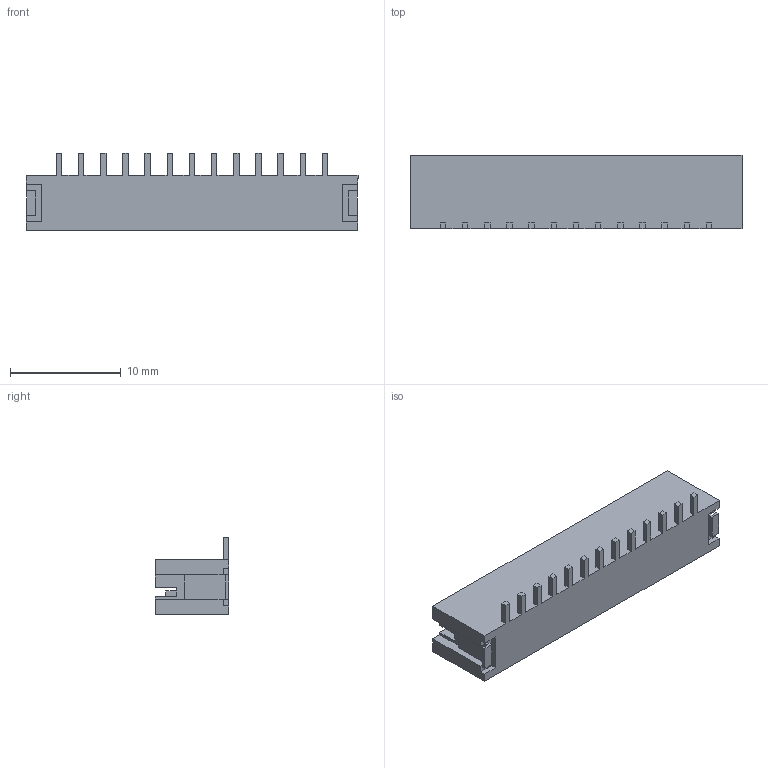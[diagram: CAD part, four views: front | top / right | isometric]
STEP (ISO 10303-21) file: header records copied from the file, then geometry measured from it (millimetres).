
FILE_DESCRIPTION (( 'STEP AP214' ), '1' );
FILE_NAME ('B13B-PH-SM4.STEP', '2010-06-14T04:32:57', ( ' ' ), ( ' ' ), 'SwSTEP 2.0', 'SolidWorks 2005235', '' );
FILE_SCHEMA (( 'AUTOMOTIVE_DESIGN' ));
Length unit declared in the file: millimetre
Products named in the file (1): B13B-PH-SM4
Bounding box: 29.95 x 6.6 x 7 mm (x, y, z)
Volume: 475.1 mm3; surface area: 1029.2 mm2
Topology: 1 solids, 1 shells, 175 faces, 474 edges, 314 vertices
Faces by surface type: plane 175
Entity records: 7328 total; most frequent: CARTESIAN_POINT 964, ORIENTED_EDGE 948, DIRECTION 826, EDGE_CURVE 474, LINE 474, VECTOR 474, VERTEX_POINT 314, EDGE_LOOP 188
